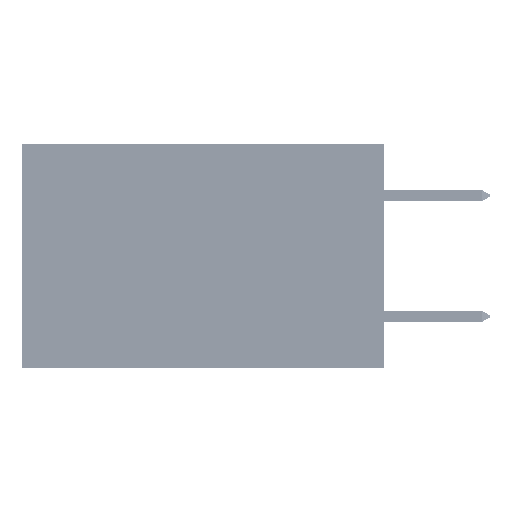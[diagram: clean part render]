
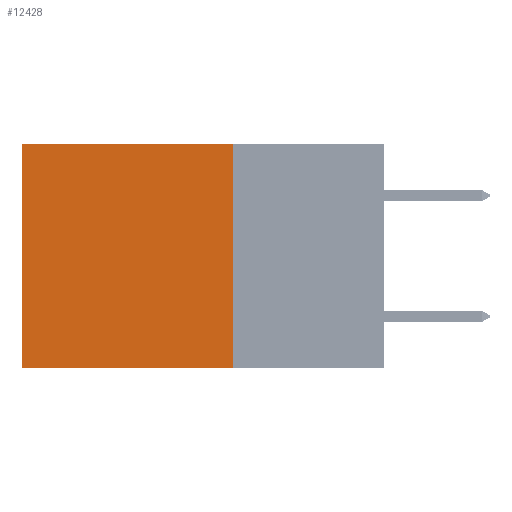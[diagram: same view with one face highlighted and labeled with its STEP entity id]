
A CAD part, left-side view. The second image highlights one B-rep face of the part: STEP entity #12428.
In plain terms, the highlighted planar face has unit normal (-1, 0, 0).
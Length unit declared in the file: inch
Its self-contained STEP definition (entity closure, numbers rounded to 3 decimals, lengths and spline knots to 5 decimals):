
#599 = CARTESIAN_POINT ( 'NONE',  ( 0.2875, 0.25, -0.37 ) ) ;
#1800 = CARTESIAN_POINT ( 'NONE',  ( 0.2875, 0.25, -0.37 ) ) ;
#1897 = CARTESIAN_POINT ( 'NONE',  ( 0.2875, 0.6, 0. ) ) ;
#4070 = VERTEX_POINT ( 'NONE', #1800 ) ;
#4151 = DIRECTION ( 'NONE',  ( 0., 1., 0. ) ) ;
#4617 = LINE ( 'NONE', #599, #20317 ) ;
#4851 = LINE ( 'NONE', #33810, #13883 ) ;
#5369 = VECTOR ( 'NONE', #28551, 39.37008 ) ;
#5425 = VECTOR ( 'NONE', #30650, 39.37008 ) ;
#7576 = LINE ( 'NONE', #28784, #5369 ) ;
#9547 = DIRECTION ( 'NONE',  ( 0., 0., -1. ) ) ;
#10294 = CARTESIAN_POINT ( 'NONE',  ( 0.2875, 0.6, 0. ) ) ;
#11125 = CARTESIAN_POINT ( 'NONE',  ( 0.2875, 0.6, -0.37 ) ) ;
#12428 = ADVANCED_FACE ( 'NONE', ( #34977 ), #38745, .F. ) ;
#13883 = VECTOR ( 'NONE', #27220, 39.37008 ) ;
#15714 = ORIENTED_EDGE ( 'NONE', *, *, #20399, .F. ) ;
#15859 = VERTEX_POINT ( 'NONE', #11125 ) ;
#20317 = VECTOR ( 'NONE', #4151, 39.37008 ) ;
#20399 = EDGE_CURVE ( 'NONE', #4070, #15859, #4617, .T. ) ;
#21242 = EDGE_CURVE ( 'NONE', #23425, #25428, #7576, .T. ) ;
#22180 = AXIS2_PLACEMENT_3D ( 'NONE', #42050, #35438, #9547 ) ;
#22889 = EDGE_CURVE ( 'NONE', #25428, #15859, #34181, .T. ) ;
#23425 = VERTEX_POINT ( 'NONE', #35039 ) ;
#25428 = VERTEX_POINT ( 'NONE', #10294 ) ;
#26062 = ORIENTED_EDGE ( 'NONE', *, *, #22889, .T. ) ;
#27220 = DIRECTION ( 'NONE',  ( 0., 0., -1. ) ) ;
#28551 = DIRECTION ( 'NONE',  ( 0., 1., 0. ) ) ;
#28784 = CARTESIAN_POINT ( 'NONE',  ( 0.2875, 0.25, 0. ) ) ;
#30650 = DIRECTION ( 'NONE',  ( 0., 0., -1. ) ) ;
#32595 = ORIENTED_EDGE ( 'NONE', *, *, #46065, .F. ) ;
#32675 = ORIENTED_EDGE ( 'NONE', *, *, #21242, .T. ) ;
#33810 = CARTESIAN_POINT ( 'NONE',  ( 0.2875, 0.25, 0. ) ) ;
#34181 = LINE ( 'NONE', #1897, #5425 ) ;
#34977 = FACE_OUTER_BOUND ( 'NONE', #43561, .T. ) ;
#35039 = CARTESIAN_POINT ( 'NONE',  ( 0.2875, 0.25, 0. ) ) ;
#35438 = DIRECTION ( 'NONE',  ( 1., 0., 0. ) ) ;
#38745 = PLANE ( 'NONE',  #22180 ) ;
#42050 = CARTESIAN_POINT ( 'NONE',  ( 0.2875, 0.25, 0. ) ) ;
#43561 = EDGE_LOOP ( 'NONE', ( #26062, #15714, #32595, #32675 ) ) ;
#46065 = EDGE_CURVE ( 'NONE', #23425, #4070, #4851, .T. ) ;
